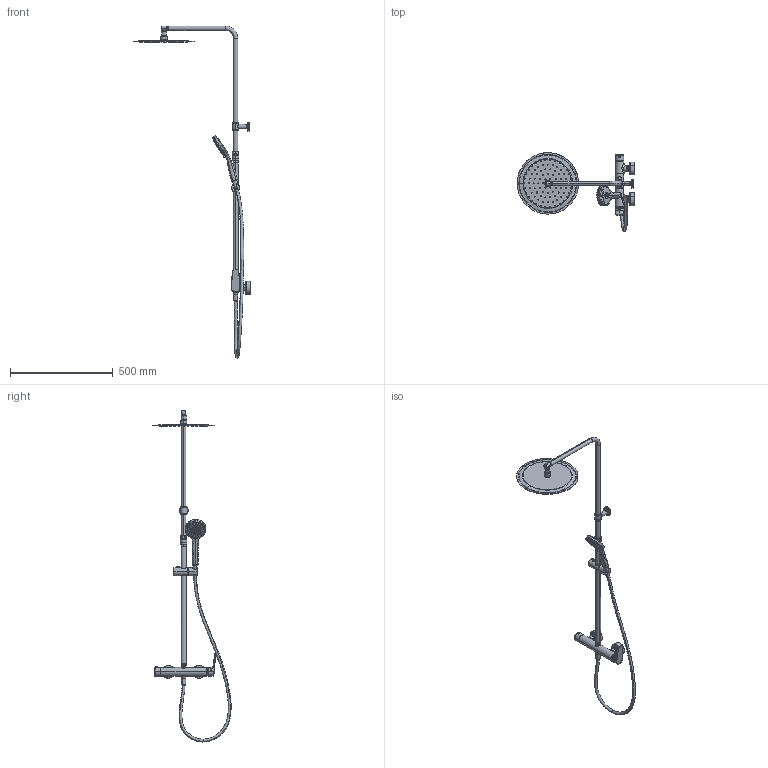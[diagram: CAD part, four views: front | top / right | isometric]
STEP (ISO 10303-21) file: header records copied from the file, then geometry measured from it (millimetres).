
FILE_DESCRIPTION(('CATIA V5 STEP Exchange','CAx-IF Rec.Pracs.--- Model Styling and Organization---1.5--- 2016-08-15','CAx-IF Rec.Pracs.---Supplemental Geometry---1.0---2011-11-01','CAx-IF Rec.Pracs.--- Composite Materials ---3.4---2017-06-13','CAx-IF Rec.Pracs.---Tessellated 3D Geometry---1.0---2015-12-17'),'2;1');
FILE_NAME('RK004030.stp','2024-06-20T11:30:59+00:00',('none'),('none'),'CATIA Version 5-6 Release 2020 SP2','CATIA V5 STEP AP242 v2','none');
FILE_SCHEMA(('AP242_MANAGED_MODEL_BASED_3D_ENGINEERING_MIM_LF {1 0 10303 442 1 1 4}'));
Products named in the file (1): RK004030
Bounding box: 574.5 x 381.42 x 1619.54 mm (x, y, z)
Volume: 953589 mm3; surface area: 680800.8 mm2
Topology: 11 solids, 150 shells, 4784 faces, 12272 edges, 8023 vertices
Faces by surface type: plane 1084, bspline 978, torus 917, cone 904, cylinder 756, revolution 84, sphere 54, extrusion 7
Entity records: 281699 total; most frequent: CARTESIAN_POINT 186329, ORIENTED_EDGE 23817, EDGE_CURVE 12246, DIRECTION 11565, VERTEX_POINT 8022, AXIS2_PLACEMENT_3D 6125, EDGE_LOOP 5620, ADVANCED_FACE 4784
